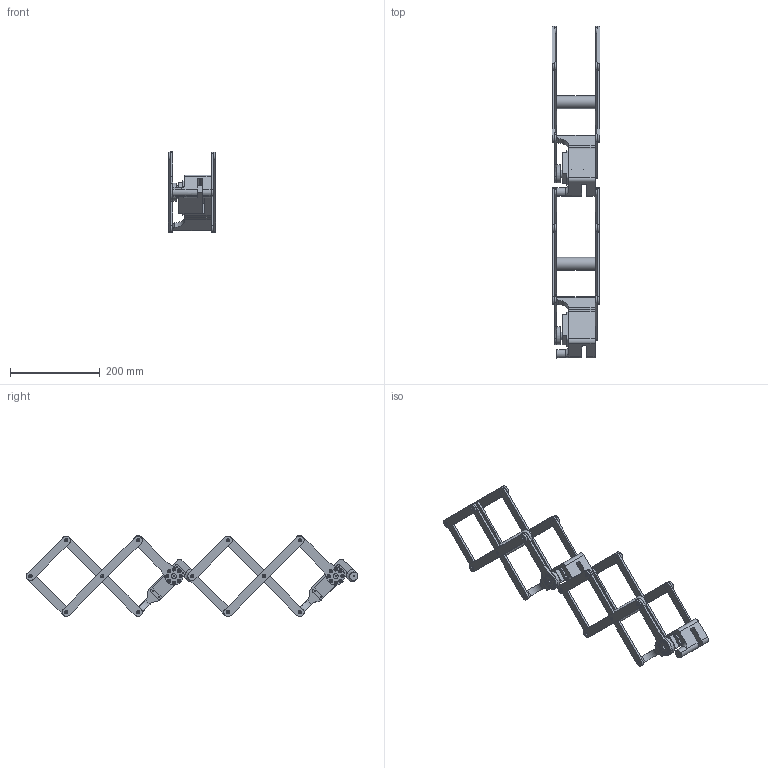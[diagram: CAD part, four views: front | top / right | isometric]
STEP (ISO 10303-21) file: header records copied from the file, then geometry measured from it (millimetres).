
FILE_DESCRIPTION(/* description */ (''),/* implementation_level */ '2;1');
FILE_NAME(/* name */ '49b990c1-acdb-4f01-bf64-f46f38768557.stp',/* time_stamp */ '2021-11-07T14:59:32+00:00',/* author */ (''),/* organization */ (''),/* preprocessor_version */ 'ST-DEVELOPER v18.1',/* originating_system */ 'Autodesk Translation Framework v10.10.0.1391',/* authorisation */ '');
FILE_SCHEMA (('AUTOMOTIVE_DESIGN { 1 0 10303 214 3 1 1 }'));
Length unit declared in the file: millimetre
Products named in the file (2): Worm2; lever1 (3)
Assembly tree (1 placements, depth 2):
  Worm2
    lever1 (3)
Bounding box: 105 x 738.95 x 180.06 mm (x, y, z)
Volume: 1085171.4 mm3; surface area: 319919.7 mm2
Topology: 26 solids, 28 shells, 452 faces, 1088 edges, 710 vertices
Faces by surface type: cylinder 212, plane 184, cone 54, torus 2
Full cylindrical faces by diameter (mm): 2 x2, 2.5 x13, 2.8 x38, 2.87 x10, 3.5 x27, 3.6 x16, 11 x2, 12 x2, 18 x2, 28.999 x2, 40 x2
Entity records: 13777 total; most frequent: DIRECTION 2456, CARTESIAN_POINT 2381, ORIENTED_EDGE 2160, EDGE_CURVE 1080, AXIS2_PLACEMENT_3D 933, VERTEX_POINT 710, EDGE_LOOP 666, LINE 590
